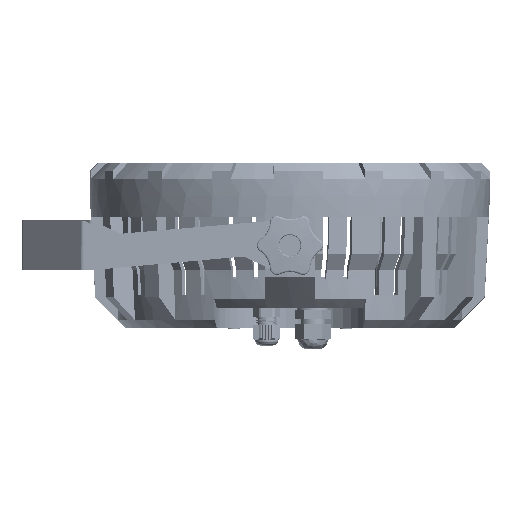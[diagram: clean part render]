
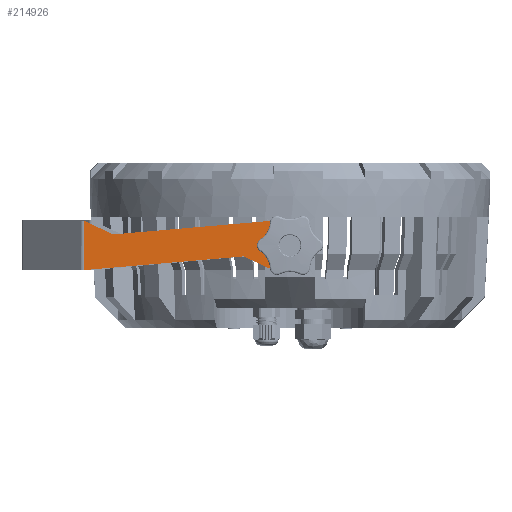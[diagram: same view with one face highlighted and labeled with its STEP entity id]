
A CAD part, left-side view. The second image highlights one B-rep face of the part: STEP entity #214926.
In plain terms, the highlighted free-form (B-spline) face has degree [1, 1] with [2, 2] control points.
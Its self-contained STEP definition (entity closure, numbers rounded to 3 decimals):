
#214112 = VERTEX_POINT('',#214113);
#214113 = CARTESIAN_POINT('',(-154.423,5.537,
    -36.91));
#214131 = VERTEX_POINT('',#214132);
#214132 = CARTESIAN_POINT('',(-154.423,-5.537,
    -36.918));
#214137 = EDGE_CURVE('',#214131,#214112,#214138,.T.);
#214138 = ( BOUNDED_CURVE() B_SPLINE_CURVE(2,(#214139,#214140,#214141,
#214142,#214143),.UNSPECIFIED.,.F.,.F.) B_SPLINE_CURVE_WITH_KNOTS((3,2,3
    ),(3.142,4.712,6.283),
.PIECEWISE_BEZIER_KNOTS.) CURVE() GEOMETRIC_REPRESENTATION_ITEM() 
RATIONAL_B_SPLINE_CURVE((1.,0.707,1.,0.707,1.)) 
REPRESENTATION_ITEM('') );
#214139 = CARTESIAN_POINT('',(-154.423,-5.537,
    -36.918));
#214140 = CARTESIAN_POINT('',(-154.423,-5.533,
    -42.455));
#214141 = CARTESIAN_POINT('',(-154.423,0.004,
    -42.451));
#214142 = CARTESIAN_POINT('',(-154.423,5.541,
    -42.447));
#214143 = CARTESIAN_POINT('',(-154.423,5.537,
    -36.91));
#214534 = VERTEX_POINT('',#214535);
#214535 = CARTESIAN_POINT('',(-154.423,153.541,
    -18.355));
#214561 = EDGE_CURVE('',#214562,#214564,#214566,.T.);
#214562 = VERTEX_POINT('',#214563);
#214563 = CARTESIAN_POINT('',(-154.423,-0.012,
    -18.457));
#214564 = VERTEX_POINT('',#214565);
#214565 = CARTESIAN_POINT('',(-154.423,12.292,
    -18.449));
#214566 = B_SPLINE_CURVE_WITH_KNOTS('',1,(#214567,#214568),
  .UNSPECIFIED.,.F.,.F.,(2,2),(15.,25.),.PIECEWISE_BEZIER_KNOTS.);
#214567 = CARTESIAN_POINT('',(-154.423,-0.012,
    -18.457));
#214568 = CARTESIAN_POINT('',(-154.423,12.292,
    -18.449));
#214615 = VERTEX_POINT('',#214616);
#214616 = CARTESIAN_POINT('',(-154.423,153.565,
    -55.269));
#214913 = EDGE_CURVE('',#214534,#214615,#214914,.T.);
#214914 = B_SPLINE_CURVE_WITH_KNOTS('',1,(#214915,#214916),
  .UNSPECIFIED.,.F.,.F.,(2,2),(0.,30.),.PIECEWISE_BEZIER_KNOTS.);
#214915 = CARTESIAN_POINT('',(-154.423,153.541,
    -18.355));
#214916 = CARTESIAN_POINT('',(-154.423,153.565,
    -55.269));
#214926 = ADVANCED_FACE('',(#214927,#214978),#214989,.T.);
#214927 = FACE_BOUND('',#214928,.T.);
#214928 = EDGE_LOOP('',(#214929,#214938,#214946,#214952,#214953,#214960,
    #214965,#214966,#214973));
#214929 = ORIENTED_EDGE('',*,*,#214930,.F.);
#214930 = EDGE_CURVE('',#214931,#214933,#214935,.T.);
#214931 = VERTEX_POINT('',#214932);
#214932 = CARTESIAN_POINT('',(-154.423,0.012,
    -55.371));
#214933 = VERTEX_POINT('',#214934);
#214934 = CARTESIAN_POINT('',(-154.423,12.317,
    -55.363));
#214935 = B_SPLINE_CURVE_WITH_KNOTS('',1,(#214936,#214937),
  .UNSPECIFIED.,.F.,.F.,(2,2),(15.,25.),.PIECEWISE_BEZIER_KNOTS.);
#214936 = CARTESIAN_POINT('',(-154.423,0.012,
    -55.371));
#214937 = CARTESIAN_POINT('',(-154.423,12.317,
    -55.363));
#214938 = ORIENTED_EDGE('',*,*,#214939,.T.);
#214939 = EDGE_CURVE('',#214931,#214940,#214942,.T.);
#214940 = VERTEX_POINT('',#214941);
#214941 = CARTESIAN_POINT('',(-154.423,-18.457,
    -36.926));
#214942 = ( BOUNDED_CURVE() B_SPLINE_CURVE(2,(#214943,#214944,#214945),
.UNSPECIFIED.,.F.,.F.) B_SPLINE_CURVE_WITH_KNOTS((3,3),(3.142,
4.712),.PIECEWISE_BEZIER_KNOTS.) CURVE() 
GEOMETRIC_REPRESENTATION_ITEM() RATIONAL_B_SPLINE_CURVE((1.,
0.707,1.)) REPRESENTATION_ITEM('') );
#214943 = CARTESIAN_POINT('',(-154.423,0.012,
    -55.371));
#214944 = CARTESIAN_POINT('',(-154.423,-18.445,
    -55.383));
#214945 = CARTESIAN_POINT('',(-154.423,-18.457,
    -36.926));
#214946 = ORIENTED_EDGE('',*,*,#214947,.T.);
#214947 = EDGE_CURVE('',#214940,#214562,#214948,.T.);
#214948 = ( BOUNDED_CURVE() B_SPLINE_CURVE(2,(#214949,#214950,#214951),
.UNSPECIFIED.,.F.,.F.) B_SPLINE_CURVE_WITH_KNOTS((3,3),(4.712,
6.283),.PIECEWISE_BEZIER_KNOTS.) CURVE() 
GEOMETRIC_REPRESENTATION_ITEM() RATIONAL_B_SPLINE_CURVE((1.,
0.707,1.)) REPRESENTATION_ITEM('') );
#214949 = CARTESIAN_POINT('',(-154.423,-18.457,
    -36.926));
#214950 = CARTESIAN_POINT('',(-154.423,-18.469,
    -18.469));
#214951 = CARTESIAN_POINT('',(-154.423,-0.012,
    -18.457));
#214952 = ORIENTED_EDGE('',*,*,#214561,.T.);
#214953 = ORIENTED_EDGE('',*,*,#214954,.T.);
#214954 = EDGE_CURVE('',#214564,#214955,#214957,.T.);
#214955 = VERTEX_POINT('',#214956);
#214956 = CARTESIAN_POINT('',(-154.423,131.503,
    -28.676));
#214957 = B_SPLINE_CURVE_WITH_KNOTS('',1,(#214958,#214959),
  .UNSPECIFIED.,.F.,.F.,(2,2),(0.,97.239),
  .PIECEWISE_BEZIER_KNOTS.);
#214958 = CARTESIAN_POINT('',(-154.423,12.292,
    -18.449));
#214959 = CARTESIAN_POINT('',(-154.423,131.503,
    -28.676));
#214960 = ORIENTED_EDGE('',*,*,#214961,.T.);
#214961 = EDGE_CURVE('',#214955,#214534,#214962,.T.);
#214962 = B_SPLINE_CURVE_WITH_KNOTS('',1,(#214963,#214964),
  .UNSPECIFIED.,.F.,.F.,(2,2),(0.,19.777),
  .PIECEWISE_BEZIER_KNOTS.);
#214963 = CARTESIAN_POINT('',(-154.423,131.503,
    -28.676));
#214964 = CARTESIAN_POINT('',(-154.423,153.541,
    -18.355));
#214965 = ORIENTED_EDGE('',*,*,#214913,.T.);
#214966 = ORIENTED_EDGE('',*,*,#214967,.T.);
#214967 = EDGE_CURVE('',#214615,#214968,#214970,.T.);
#214968 = VERTEX_POINT('',#214969);
#214969 = CARTESIAN_POINT('',(-154.423,34.354,
    -45.041));
#214970 = B_SPLINE_CURVE_WITH_KNOTS('',1,(#214971,#214972),
  .UNSPECIFIED.,.F.,.F.,(2,2),(0.,97.239),
  .PIECEWISE_BEZIER_KNOTS.);
#214971 = CARTESIAN_POINT('',(-154.423,153.565,
    -55.269));
#214972 = CARTESIAN_POINT('',(-154.423,34.354,
    -45.041));
#214973 = ORIENTED_EDGE('',*,*,#214974,.T.);
#214974 = EDGE_CURVE('',#214968,#214933,#214975,.T.);
#214975 = B_SPLINE_CURVE_WITH_KNOTS('',1,(#214976,#214977),
  .UNSPECIFIED.,.F.,.F.,(2,2),(0.,19.777),
  .PIECEWISE_BEZIER_KNOTS.);
#214976 = CARTESIAN_POINT('',(-154.423,34.354,
    -45.041));
#214977 = CARTESIAN_POINT('',(-154.423,12.317,
    -55.363));
#214978 = FACE_BOUND('',#214979,.T.);
#214979 = EDGE_LOOP('',(#214980,#214988));
#214980 = ORIENTED_EDGE('',*,*,#214981,.T.);
#214981 = EDGE_CURVE('',#214112,#214131,#214982,.T.);
#214982 = ( BOUNDED_CURVE() B_SPLINE_CURVE(2,(#214983,#214984,#214985,
#214986,#214987),.UNSPECIFIED.,.F.,.F.) B_SPLINE_CURVE_WITH_KNOTS((3,2,3
),(0.,1.571,3.142),.PIECEWISE_BEZIER_KNOTS.) CURVE() 
GEOMETRIC_REPRESENTATION_ITEM() RATIONAL_B_SPLINE_CURVE((1.,
0.707,1.,0.707,1.)) REPRESENTATION_ITEM('') );
#214983 = CARTESIAN_POINT('',(-154.423,5.537,
    -36.91));
#214984 = CARTESIAN_POINT('',(-154.423,5.533,
    -31.373));
#214985 = CARTESIAN_POINT('',(-154.423,-0.004,
    -31.377));
#214986 = CARTESIAN_POINT('',(-154.423,-5.541,
    -31.38));
#214987 = CARTESIAN_POINT('',(-154.423,-5.537,
    -36.918));
#214988 = ORIENTED_EDGE('',*,*,#214137,.T.);
#214989 = B_SPLINE_SURFACE_WITH_KNOTS('',1,1,(
    (#214990,#214991)
    ,(#214992,#214993
    )),.UNSPECIFIED.,.F.,.F.,.F.,(2,2),(2,2),(-30.,0.),(
    0.,139.793),.PIECEWISE_BEZIER_KNOTS.);
#214990 = CARTESIAN_POINT('',(-154.423,-18.445,
    -55.383));
#214991 = CARTESIAN_POINT('',(-154.423,153.565,
    -55.269));
#214992 = CARTESIAN_POINT('',(-154.423,-18.469,
    -18.469));
#214993 = CARTESIAN_POINT('',(-154.423,153.541,
    -18.355));
